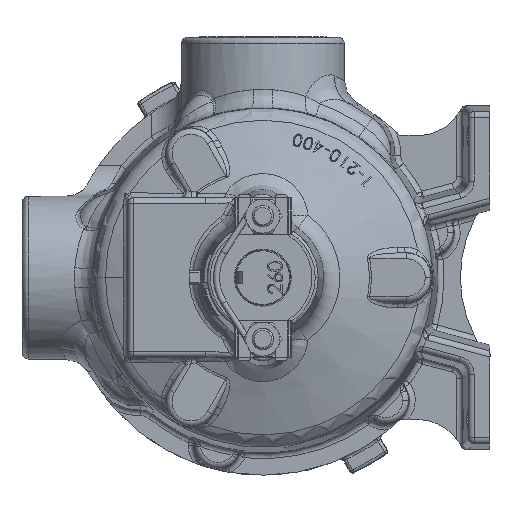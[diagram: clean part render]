
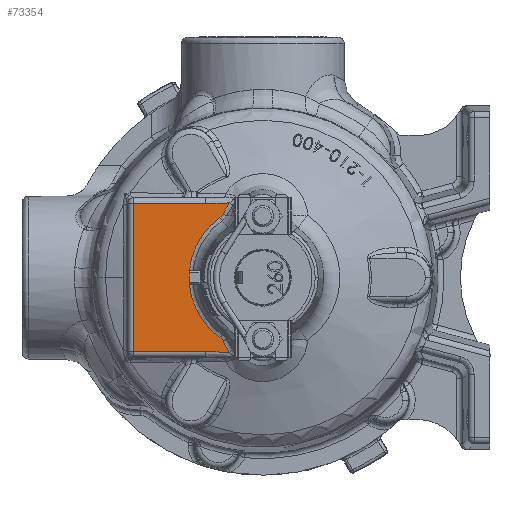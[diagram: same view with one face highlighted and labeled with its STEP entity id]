
A CAD part, left-side view. The second image highlights one B-rep face of the part: STEP entity #73354.
In plain terms, the highlighted planar face has unit normal (-1, 0, 0).
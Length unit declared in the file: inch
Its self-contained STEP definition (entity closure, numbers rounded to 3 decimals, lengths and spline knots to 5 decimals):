
#46 = CARTESIAN_POINT ( 'NONE',  ( -4.75, 0.67912, -1.51897 ) ) ;
#1731 = CARTESIAN_POINT ( 'NONE',  ( -4.75, 0., -1.505 ) ) ;
#2849 = CARTESIAN_POINT ( 'NONE',  ( -4.75, 0.72571, 1.44561 ) ) ;
#3038 = CARTESIAN_POINT ( 'NONE',  ( -4.75, 0., 0. ) ) ;
#3624 = DIRECTION ( 'NONE',  ( 1., 0., 0. ) ) ;
#3831 = B_SPLINE_CURVE_WITH_KNOTS ( 'NONE', 3,
 ( #46, #35444, #6014, #42139, #60404, #25113 ),
 .UNSPECIFIED., .F., .F.,
 ( 4, 2, 4 ),
 ( 0., 0.00331, 0.00661 ),
 .UNSPECIFIED. ) ;
#3950 = CARTESIAN_POINT ( 'NONE',  ( -4.75, 0.80749, 1.29243 ) ) ;
#4228 = CARTESIAN_POINT ( 'NONE',  ( -4.75, 1.16133, -1.505 ) ) ;
#6014 = CARTESIAN_POINT ( 'NONE',  ( -4.75, 0.72571, -1.44561 ) ) ;
#6355 = CARTESIAN_POINT ( 'NONE',  ( -4.75, 0.8149, -1.27794 ) ) ;
#7242 = CARTESIAN_POINT ( 'NONE',  ( -4.75, 2.63, -1.505 ) ) ;
#7358 = VERTEX_POINT ( 'NONE', #17311 ) ;
#7673 = CARTESIAN_POINT ( 'NONE',  ( -4.75, 0.85707, 1.2293 ) ) ;
#8693 = PLANE ( 'NONE',  #25044 ) ;
#8746 = CARTESIAN_POINT ( 'NONE',  ( -4.75, 0.67912, 1.51897 ) ) ;
#8944 = DIRECTION ( 'NONE',  ( 0., 0., -1. ) ) ;
#9828 = CIRCLE ( 'NONE', #53947, 1.49849 ) ;
#10080 = ORIENTED_EDGE ( 'NONE', *, *, #76453, .T. ) ;
#10424 = EDGE_CURVE ( 'NONE', #37649, #17486, #45264, .T. ) ;
#12062 = CARTESIAN_POINT ( 'NONE',  ( -4.75, 1.00046, 1.505 ) ) ;
#12325 = CARTESIAN_POINT ( 'NONE',  ( -4.75, 0.80749, -1.29243 ) ) ;
#13745 = CARTESIAN_POINT ( 'NONE',  ( -4.75, 0.80749, -1.29243 ) ) ;
#15213 = CARTESIAN_POINT ( 'NONE',  ( -4.75, 0.67912, -1.51897 ) ) ;
#15403 = ORIENTED_EDGE ( 'NONE', *, *, #40577, .T. ) ;
#16001 = CARTESIAN_POINT ( 'NONE',  ( -4.75, 1.16133, -1.505 ) ) ;
#16190 = VERTEX_POINT ( 'NONE', #7242 ) ;
#17311 = CARTESIAN_POINT ( 'NONE',  ( -4.75, 1.16133, 1.505 ) ) ;
#17486 = VERTEX_POINT ( 'NONE', #15213 ) ;
#17760 = VERTEX_POINT ( 'NONE', #30635 ) ;
#17800 = EDGE_CURVE ( 'NONE', #16190, #37649, #59996, .T. ) ;
#18231 = CARTESIAN_POINT ( 'NONE',  ( -4.75, 0.84518, -1.2401 ) ) ;
#19468 = FACE_OUTER_BOUND ( 'NONE', #60095, .T. ) ;
#24144 = CARTESIAN_POINT ( 'NONE',  ( -4.75, 0.87031, -1.21986 ) ) ;
#25044 = AXIS2_PLACEMENT_3D ( 'NONE', #3038, #44315, #8944 ) ;
#25113 = CARTESIAN_POINT ( 'NONE',  ( -4.75, 0.80749, -1.29243 ) ) ;
#25473 = CARTESIAN_POINT ( 'NONE',  ( -4.75, 0.84494, 1.24033 ) ) ;
#26223 = ORIENTED_EDGE ( 'NONE', *, *, #10424, .T. ) ;
#26307 = CARTESIAN_POINT ( 'NONE',  ( -4.75, 0.80749, 1.29243 ) ) ;
#26973 = ORIENTED_EDGE ( 'NONE', *, *, #47941, .T. ) ;
#30635 = CARTESIAN_POINT ( 'NONE',  ( -4.75, 0.67912, 1.51897 ) ) ;
#31386 = CARTESIAN_POINT ( 'NONE',  ( -4.75, 0.81489, 1.27794 ) ) ;
#33823 = CARTESIAN_POINT ( 'NONE',  ( -4.75, 0.67912, -1.51897 ) ) ;
#33842 = LINE ( 'NONE', #58142, #65126 ) ;
#35444 = CARTESIAN_POINT ( 'NONE',  ( -4.75, 0.70338, -1.48284 ) ) ;
#35601 = CARTESIAN_POINT ( 'NONE',  ( -4.75, 0., 1.505 ) ) ;
#36762 = ORIENTED_EDGE ( 'NONE', *, *, #59928, .T. ) ;
#37091 = DIRECTION ( 'NONE',  ( 0., -1., 0. ) ) ;
#37649 = VERTEX_POINT ( 'NONE', #4228 ) ;
#38156 = CARTESIAN_POINT ( 'NONE',  ( -4.75, 0.76789, 1.36975 ) ) ;
#38951 = CARTESIAN_POINT ( 'NONE',  ( -4.75, 0., 0. ) ) ;
#39476 = EDGE_CURVE ( 'NONE', #61670, #17760, #57288, .T. ) ;
#40577 = EDGE_CURVE ( 'NONE', #72868, #61670, #75536, .T. ) ;
#40580 = B_SPLINE_CURVE_WITH_KNOTS ( 'NONE', 3,
 ( #12325, #6355, #41738, #18231, #59452, #24144 ),
 .UNSPECIFIED., .F., .F.,
 ( 4, 2, 4 ),
 ( 0., 0.00124, 0.00247 ),
 .UNSPECIFIED. ) ;
#40862 = EDGE_CURVE ( 'NONE', #59635, #16190, #33842, .T. ) ;
#41212 = CARTESIAN_POINT ( 'NONE',  ( -4.75, 0.83977, 1.51136 ) ) ;
#41475 = CARTESIAN_POINT ( 'NONE',  ( -4.75, 0.67912, 1.51897 ) ) ;
#41738 = CARTESIAN_POINT ( 'NONE',  ( -4.75, 0.8241, -1.26437 ) ) ;
#42139 = CARTESIAN_POINT ( 'NONE',  ( -4.75, 0.76789, -1.36975 ) ) ;
#43068 = CARTESIAN_POINT ( 'NONE',  ( -4.75, 0.87031, 1.21986 ) ) ;
#43853 = CARTESIAN_POINT ( 'NONE',  ( -4.75, 0.78772, 1.33111 ) ) ;
#44110 = CARTESIAN_POINT ( 'NONE',  ( -4.75, 0.70338, 1.48284 ) ) ;
#44315 = DIRECTION ( 'NONE',  ( 1., 0., 0. ) ) ;
#44884 = DIRECTION ( 'NONE',  ( 0., 0., -1. ) ) ;
#45264 = B_SPLINE_CURVE_WITH_KNOTS ( 'NONE', 3,
 ( #16001, #63132, #69001, #33823 ),
 .UNSPECIFIED., .F., .F.,
 ( 4, 4 ),
 ( 0., 0.01225 ),
 .UNSPECIFIED. ) ;
#45744 = EDGE_CURVE ( 'NONE', #66309, #48984, #40580, .T. ) ;
#47941 = EDGE_CURVE ( 'NONE', #48984, #72868, #9828, .T. ) ;
#48984 = VERTEX_POINT ( 'NONE', #55300 ) ;
#53240 = CARTESIAN_POINT ( 'NONE',  ( -4.75, 1.16133, 1.505 ) ) ;
#53947 = AXIS2_PLACEMENT_3D ( 'NONE', #38951, #3624, #44884 ) ;
#55127 = B_SPLINE_CURVE_WITH_KNOTS ( 'NONE', 3,
 ( #41475, #41212, #12062, #53240 ),
 .UNSPECIFIED., .F., .F.,
 ( 4, 4 ),
 ( 0.00189, 0.01415 ),
 .UNSPECIFIED. ) ;
#55300 = CARTESIAN_POINT ( 'NONE',  ( -4.75, 0.87031, -1.21986 ) ) ;
#56214 = EDGE_CURVE ( 'NONE', #17760, #7358, #55127, .T. ) ;
#57288 = B_SPLINE_CURVE_WITH_KNOTS ( 'NONE', 3,
 ( #26307, #43853, #38156, #2849, #44110, #8746 ),
 .UNSPECIFIED., .F., .F.,
 ( 4, 2, 4 ),
 ( 0., 0.00331, 0.00661 ),
 .UNSPECIFIED. ) ;
#58142 = CARTESIAN_POINT ( 'NONE',  ( -4.75, 2.63, 0. ) ) ;
#59034 = LINE ( 'NONE', #35601, #72793 ) ;
#59273 = DIRECTION ( 'NONE',  ( 0., 1., 0. ) ) ;
#59452 = CARTESIAN_POINT ( 'NONE',  ( -4.75, 0.85706, -1.2293 ) ) ;
#59635 = VERTEX_POINT ( 'NONE', #67612 ) ;
#59928 = EDGE_CURVE ( 'NONE', #17486, #66309, #3831, .T. ) ;
#59996 = LINE ( 'NONE', #1731, #75637 ) ;
#60095 = EDGE_LOOP ( 'NONE', ( #26223, #36762, #67354, #26973, #15403, #62129, #64590, #10080, #66255, #72092 ) ) ;
#60404 = CARTESIAN_POINT ( 'NONE',  ( -4.75, 0.78772, -1.33111 ) ) ;
#61307 = CARTESIAN_POINT ( 'NONE',  ( -4.75, 0.87031, 1.21986 ) ) ;
#61670 = VERTEX_POINT ( 'NONE', #3950 ) ;
#62129 = ORIENTED_EDGE ( 'NONE', *, *, #39476, .T. ) ;
#63132 = CARTESIAN_POINT ( 'NONE',  ( -4.75, 1.00046, -1.505 ) ) ;
#63507 = DIRECTION ( 'NONE',  ( 0., 0., -1. ) ) ;
#64590 = ORIENTED_EDGE ( 'NONE', *, *, #56214, .T. ) ;
#65126 = VECTOR ( 'NONE', #63507, 39.37008 ) ;
#66255 = ORIENTED_EDGE ( 'NONE', *, *, #40862, .T. ) ;
#66309 = VERTEX_POINT ( 'NONE', #13745 ) ;
#66657 = CARTESIAN_POINT ( 'NONE',  ( -4.75, 0.82389, 1.26465 ) ) ;
#67354 = ORIENTED_EDGE ( 'NONE', *, *, #45744, .T. ) ;
#67612 = CARTESIAN_POINT ( 'NONE',  ( -4.75, 2.63, 1.505 ) ) ;
#69001 = CARTESIAN_POINT ( 'NONE',  ( -4.75, 0.83977, -1.51136 ) ) ;
#72092 = ORIENTED_EDGE ( 'NONE', *, *, #17800, .T. ) ;
#72564 = CARTESIAN_POINT ( 'NONE',  ( -4.75, 0.80749, 1.29243 ) ) ;
#72793 = VECTOR ( 'NONE', #59273, 39.37008 ) ;
#72868 = VERTEX_POINT ( 'NONE', #61307 ) ;
#73354 = ADVANCED_FACE ( 'NONE', ( #19468 ), #8693, .F. ) ;
#75536 = B_SPLINE_CURVE_WITH_KNOTS ( 'NONE', 3,
 ( #43068, #7673, #25473, #66657, #31386, #72564 ),
 .UNSPECIFIED., .F., .F.,
 ( 4, 2, 4 ),
 ( 0., 0.00124, 0.00247 ),
 .UNSPECIFIED. ) ;
#75637 = VECTOR ( 'NONE', #37091, 39.37008 ) ;
#76453 = EDGE_CURVE ( 'NONE', #7358, #59635, #59034, .T. ) ;
